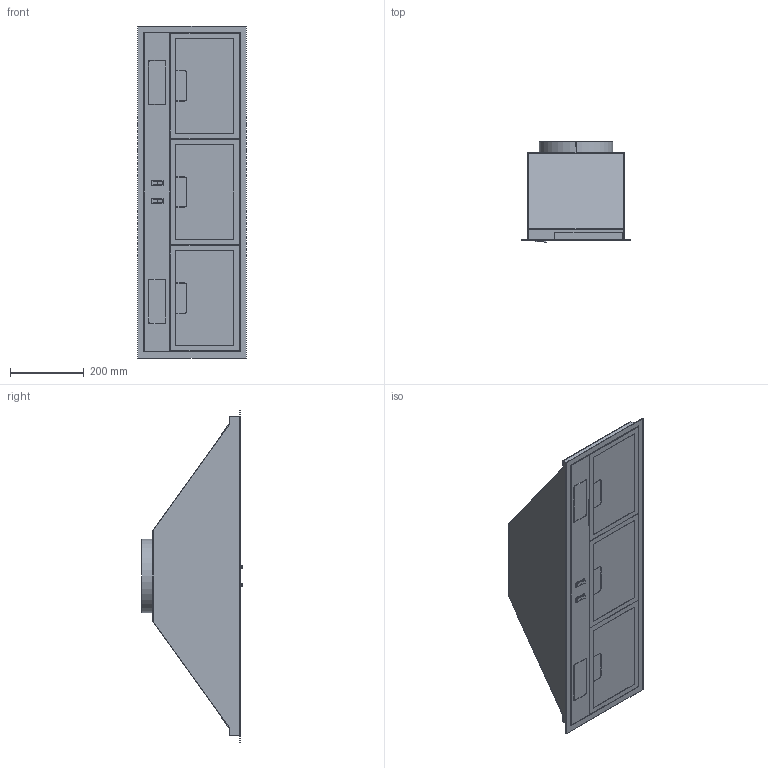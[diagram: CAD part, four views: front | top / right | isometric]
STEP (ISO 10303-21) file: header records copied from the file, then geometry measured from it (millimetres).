
FILE_DESCRIPTION((''),'2;1');
FILE_NAME('EV-9UCQ','2021-05-20T',('seona'),(''),'CREO PARAMETRIC BY PTC INC, 2016260','CREO PARAMETRIC BY PTC INC, 2016260','');
FILE_SCHEMA(('CONFIG_CONTROL_DESIGN'));
Length unit declared in the file: millimetre
Products named in the file (1): EV-9UCQ
Bounding box: 295 x 273 x 900 mm (x, y, z)
Volume: 3927697.2 mm3; surface area: 1771015.9 mm2
Topology: 13 solids, 13 shells, 191 faces, 474 edges, 316 vertices
Faces by surface type: plane 151, cylinder 40
Entity records: 5666 total; most frequent: CARTESIAN_POINT 981, ORIENTED_EDGE 948, DIRECTION 936, EDGE_CURVE 474, VECTOR 394, LINE 394, VERTEX_POINT 316, AXIS2_PLACEMENT_3D 271
